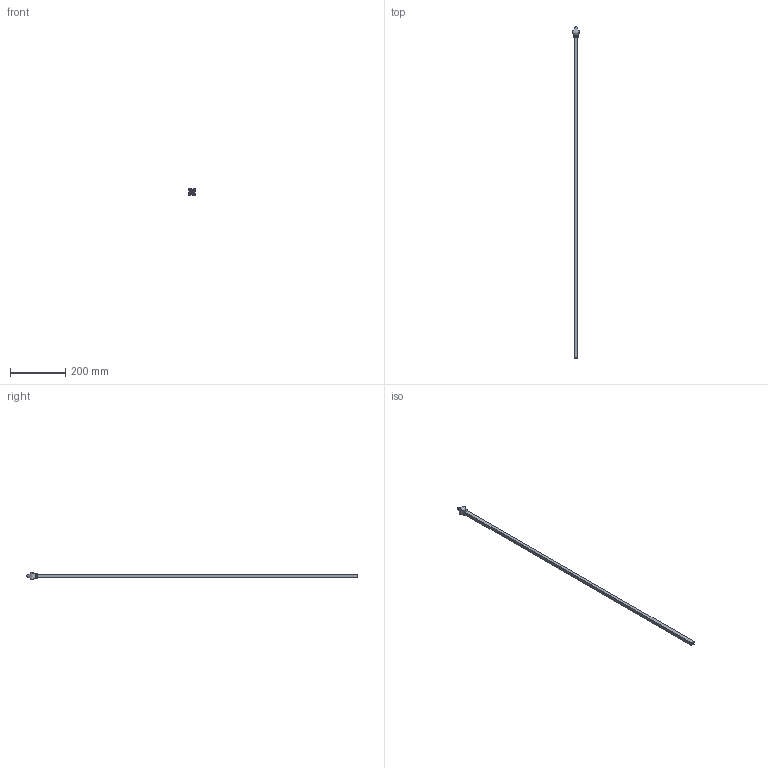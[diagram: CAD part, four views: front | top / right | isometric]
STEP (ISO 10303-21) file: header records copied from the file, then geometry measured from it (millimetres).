
FILE_DESCRIPTION (( 'STEP AP203' ), '1' );
FILE_NAME ('18565.STEP', '2022-04-22T11:14:54', ( '' ), ( '' ), 'SwSTEP 2.0', 'SolidWorks 2018', '' );
FILE_SCHEMA (( 'CONFIG_CONTROL_DESIGN' ));
Length unit declared in the file: millimetre
Products named in the file (1): 18565
Bounding box: 24.4 x 1200 x 24.4 mm (x, y, z)
Volume: 179019 mm3; surface area: 58880.1 mm2
Topology: 1 solids, 1 shells, 302 faces, 789 edges, 498 vertices
Faces by surface type: bspline 146, plane 132, cylinder 16, sphere 8
Entity records: 15783 total; most frequent: CARTESIAN_POINT 9361, ORIENTED_EDGE 1554, DIRECTION 863, EDGE_CURVE 777, VERTEX_POINT 498, LINE 445, VECTOR 445, EDGE_LOOP 323
